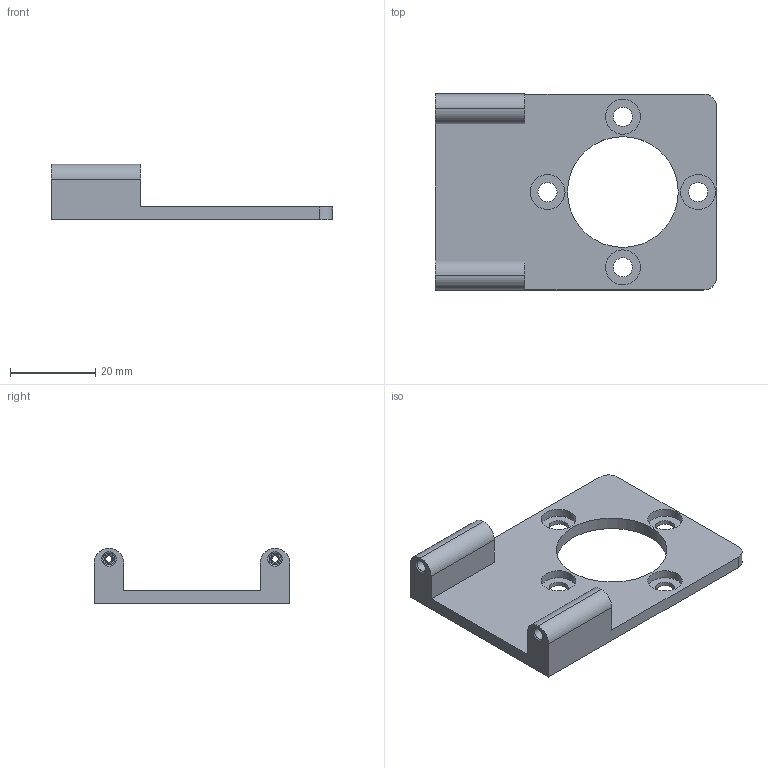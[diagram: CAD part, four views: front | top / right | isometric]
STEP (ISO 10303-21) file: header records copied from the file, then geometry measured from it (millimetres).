
FILE_DESCRIPTION(/* description */ (''),/* implementation_level */ '2;1');
FILE_NAME(/* name */ 'MotorMount.step',/* time_stamp */ '2022-08-19T01:19:34-04:00',/* author */ (''),/* organization */ (''),/* preprocessor_version */ 'ST-DEVELOPER v19',/* originating_system */ 'Autodesk Translation Framework v11.7.0.108',/* authorisation */ '');
FILE_SCHEMA (('AUTOMOTIVE_DESIGN { 1 0 10303 214 3 1 1 }'));
Length unit declared in the file: millimetre
Products named in the file (2): MotorMount; Component1
Assembly tree (1 placements, depth 2):
  MotorMount
    Component1
Bounding box: 66 x 46 x 13 mm (x, y, z)
Volume: 9494.1 mm3; surface area: 7361.3 mm2
Topology: 1 solids, 1 shells, 41 faces, 99 edges, 66 vertices
Faces by surface type: cylinder 19, plane 16, torus 6
Full cylindrical faces by diameter (mm): 1.5 x2, 2.8 x2, 4.5 x4, 8.2 x4, 26 x1
Entity records: 1310 total; most frequent: DIRECTION 243, CARTESIAN_POINT 209, ORIENTED_EDGE 198, AXIS2_PLACEMENT_3D 100, EDGE_CURVE 99, VERTEX_POINT 66, EDGE_LOOP 61, CIRCLE 56
